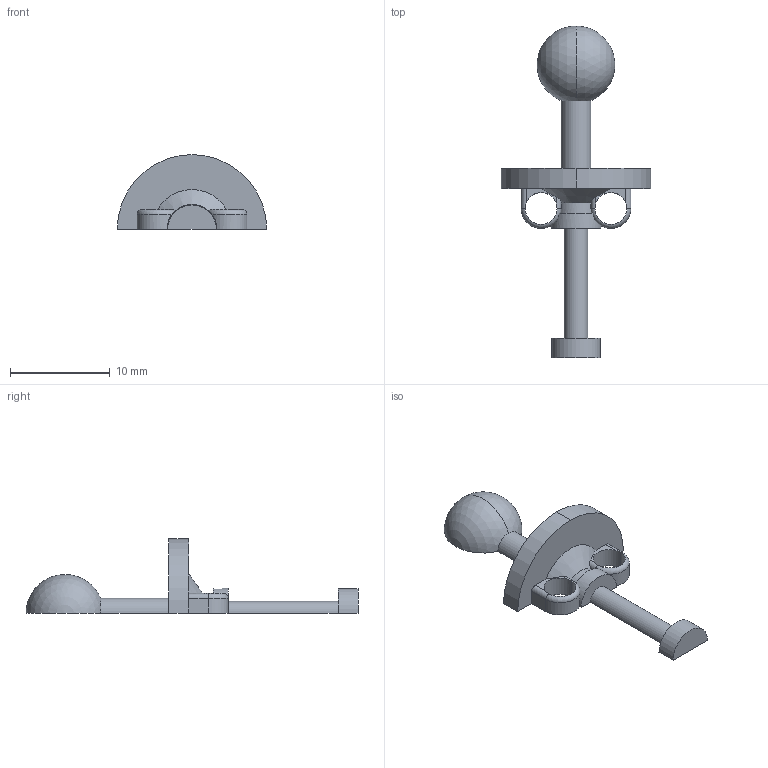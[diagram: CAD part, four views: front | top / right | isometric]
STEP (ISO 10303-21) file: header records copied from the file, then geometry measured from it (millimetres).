
FILE_DESCRIPTION (( 'STEP AP214' ), '1' );
FILE_NAME ('rolldamper_pistonrod_A.STEP', '2025-07-31T22:29:12', ( '' ), ( '' ), 'SwSTEP 2.0', 'SolidWorks 2024', '' );
FILE_SCHEMA (( 'AUTOMOTIVE_DESIGN' ));
Length unit declared in the file: millimetre
Products named in the file (1): rolldamper_pistonrod_A
Bounding box: 15 x 33.3 x 7.5 mm (x, y, z)
Volume: 424.7 mm3; surface area: 654 mm2
Topology: 1 solids, 1 shells, 37 faces, 107 edges, 68 vertices
Faces by surface type: cylinder 19, plane 13, sphere 2, torus 2, cone 1
Entity records: 1263 total; most frequent: CARTESIAN_POINT 283, ORIENTED_EDGE 206, DIRECTION 200, EDGE_CURVE 103, AXIS2_PLACEMENT_3D 77, VERTEX_POINT 66, LINE 46, VECTOR 46
